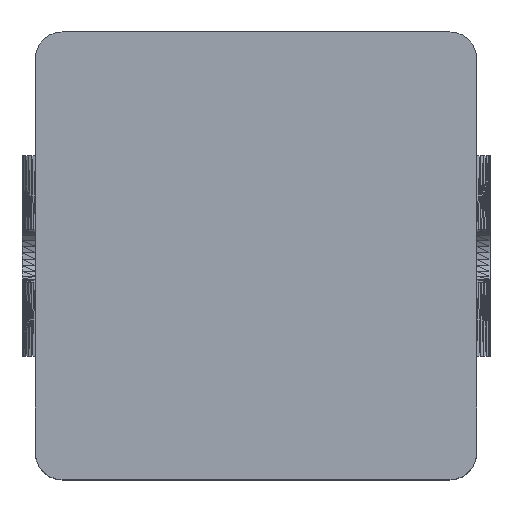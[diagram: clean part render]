
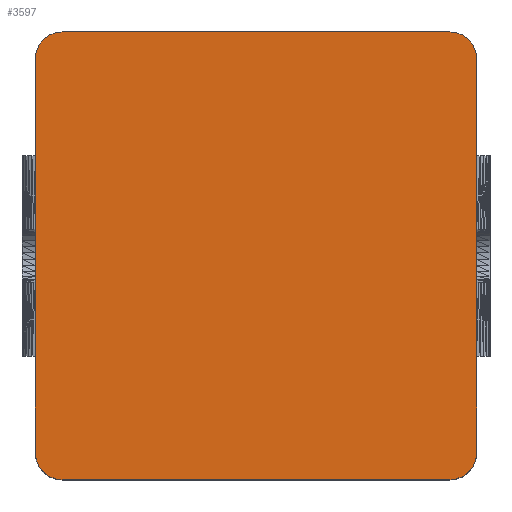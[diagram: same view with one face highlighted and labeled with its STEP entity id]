
A CAD part, top view. The second image highlights one B-rep face of the part: STEP entity #3597.
In plain terms, the highlighted planar face has unit normal (0, 0, 1).
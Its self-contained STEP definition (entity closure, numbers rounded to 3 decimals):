
#215=FACE_OUTER_BOUND('',#465,.T.);
#465=EDGE_LOOP('',(#2478,#2479,#2480,#2481,#2482,#2483,#2484,#2485,#2486,
#2487,#2488,#2489,#2490,#2491,#2492,#2493,#2494,#2495,#2496,#2497,#2498,
#2499,#2500,#2501,#2502,#2503,#2504,#2505));
#710=LINE('',#5097,#1190);
#790=LINE('',#5257,#1270);
#791=LINE('',#5259,#1271);
#792=LINE('',#5261,#1272);
#793=LINE('',#5263,#1273);
#794=LINE('',#5265,#1274);
#795=LINE('',#5267,#1275);
#796=LINE('',#5269,#1276);
#797=LINE('',#5271,#1277);
#798=LINE('',#5273,#1278);
#799=LINE('',#5275,#1279);
#800=LINE('',#5277,#1280);
#801=LINE('',#5279,#1281);
#802=LINE('',#5281,#1282);
#803=LINE('',#5283,#1283);
#804=LINE('',#5285,#1284);
#805=LINE('',#5287,#1285);
#806=LINE('',#5289,#1286);
#807=LINE('',#5291,#1287);
#808=LINE('',#5293,#1288);
#809=LINE('',#5295,#1289);
#810=LINE('',#5296,#1290);
#811=LINE('',#5298,#1291);
#812=LINE('',#5300,#1292);
#813=LINE('',#5302,#1293);
#814=LINE('',#5304,#1294);
#815=LINE('',#5306,#1295);
#816=LINE('',#5307,#1296);
#1190=VECTOR('',#4110,1.);
#1270=VECTOR('',#4210,1.);
#1271=VECTOR('',#4211,1.);
#1272=VECTOR('',#4212,1.);
#1273=VECTOR('',#4213,1.);
#1274=VECTOR('',#4214,1.);
#1275=VECTOR('',#4215,1.);
#1276=VECTOR('',#4216,1.);
#1277=VECTOR('',#4217,1.);
#1278=VECTOR('',#4218,1.);
#1279=VECTOR('',#4219,1.);
#1280=VECTOR('',#4220,1.);
#1281=VECTOR('',#4221,1.);
#1282=VECTOR('',#4222,1.);
#1283=VECTOR('',#4223,1.);
#1284=VECTOR('',#4224,1.);
#1285=VECTOR('',#4225,1.);
#1286=VECTOR('',#4226,1.);
#1287=VECTOR('',#4227,1.);
#1288=VECTOR('',#4228,1.);
#1289=VECTOR('',#4229,1.);
#1290=VECTOR('',#4230,1.);
#1291=VECTOR('',#4231,1.);
#1292=VECTOR('',#4232,1.);
#1293=VECTOR('',#4233,1.);
#1294=VECTOR('',#4234,1.);
#1295=VECTOR('',#4235,1.);
#1296=VECTOR('',#4236,1.);
#1670=VERTEX_POINT('',#5094);
#1671=VERTEX_POINT('',#5096);
#1740=VERTEX_POINT('',#5255);
#1741=VERTEX_POINT('',#5256);
#1742=VERTEX_POINT('',#5258);
#1743=VERTEX_POINT('',#5260);
#1744=VERTEX_POINT('',#5262);
#1745=VERTEX_POINT('',#5264);
#1746=VERTEX_POINT('',#5266);
#1747=VERTEX_POINT('',#5268);
#1748=VERTEX_POINT('',#5270);
#1749=VERTEX_POINT('',#5272);
#1750=VERTEX_POINT('',#5274);
#1751=VERTEX_POINT('',#5276);
#1752=VERTEX_POINT('',#5278);
#1753=VERTEX_POINT('',#5280);
#1754=VERTEX_POINT('',#5282);
#1755=VERTEX_POINT('',#5284);
#1756=VERTEX_POINT('',#5286);
#1757=VERTEX_POINT('',#5288);
#1758=VERTEX_POINT('',#5290);
#1759=VERTEX_POINT('',#5292);
#1760=VERTEX_POINT('',#5294);
#1761=VERTEX_POINT('',#5297);
#1762=VERTEX_POINT('',#5299);
#1763=VERTEX_POINT('',#5301);
#1764=VERTEX_POINT('',#5303);
#1765=VERTEX_POINT('',#5305);
#1902=EDGE_CURVE('',#1670,#1671,#710,.T.);
#1982=EDGE_CURVE('',#1740,#1741,#790,.T.);
#1983=EDGE_CURVE('',#1742,#1740,#791,.T.);
#1984=EDGE_CURVE('',#1742,#1743,#792,.T.);
#1985=EDGE_CURVE('',#1743,#1744,#793,.T.);
#1986=EDGE_CURVE('',#1744,#1745,#794,.T.);
#1987=EDGE_CURVE('',#1745,#1746,#795,.T.);
#1988=EDGE_CURVE('',#1746,#1747,#796,.T.);
#1989=EDGE_CURVE('',#1748,#1747,#797,.T.);
#1990=EDGE_CURVE('',#1749,#1748,#798,.T.);
#1991=EDGE_CURVE('',#1749,#1750,#799,.T.);
#1992=EDGE_CURVE('',#1750,#1751,#800,.T.);
#1993=EDGE_CURVE('',#1751,#1752,#801,.T.);
#1994=EDGE_CURVE('',#1752,#1753,#802,.T.);
#1995=EDGE_CURVE('',#1753,#1754,#803,.T.);
#1996=EDGE_CURVE('',#1755,#1754,#804,.T.);
#1997=EDGE_CURVE('',#1755,#1756,#805,.T.);
#1998=EDGE_CURVE('',#1756,#1757,#806,.T.);
#1999=EDGE_CURVE('',#1757,#1758,#807,.T.);
#2000=EDGE_CURVE('',#1758,#1759,#808,.T.);
#2001=EDGE_CURVE('',#1759,#1760,#809,.T.);
#2002=EDGE_CURVE('',#1671,#1760,#810,.T.);
#2003=EDGE_CURVE('',#1670,#1761,#811,.T.);
#2004=EDGE_CURVE('',#1761,#1762,#812,.T.);
#2005=EDGE_CURVE('',#1762,#1763,#813,.T.);
#2006=EDGE_CURVE('',#1763,#1764,#814,.T.);
#2007=EDGE_CURVE('',#1765,#1764,#815,.T.);
#2008=EDGE_CURVE('',#1765,#1741,#816,.T.);
#2478=ORIENTED_EDGE('',*,*,#1982,.F.);
#2479=ORIENTED_EDGE('',*,*,#1983,.F.);
#2480=ORIENTED_EDGE('',*,*,#1984,.T.);
#2481=ORIENTED_EDGE('',*,*,#1985,.T.);
#2482=ORIENTED_EDGE('',*,*,#1986,.T.);
#2483=ORIENTED_EDGE('',*,*,#1987,.T.);
#2484=ORIENTED_EDGE('',*,*,#1988,.T.);
#2485=ORIENTED_EDGE('',*,*,#1989,.F.);
#2486=ORIENTED_EDGE('',*,*,#1990,.F.);
#2487=ORIENTED_EDGE('',*,*,#1991,.T.);
#2488=ORIENTED_EDGE('',*,*,#1992,.T.);
#2489=ORIENTED_EDGE('',*,*,#1993,.T.);
#2490=ORIENTED_EDGE('',*,*,#1994,.T.);
#2491=ORIENTED_EDGE('',*,*,#1995,.T.);
#2492=ORIENTED_EDGE('',*,*,#1996,.F.);
#2493=ORIENTED_EDGE('',*,*,#1997,.T.);
#2494=ORIENTED_EDGE('',*,*,#1998,.T.);
#2495=ORIENTED_EDGE('',*,*,#1999,.T.);
#2496=ORIENTED_EDGE('',*,*,#2000,.T.);
#2497=ORIENTED_EDGE('',*,*,#2001,.T.);
#2498=ORIENTED_EDGE('',*,*,#2002,.F.);
#2499=ORIENTED_EDGE('',*,*,#1902,.F.);
#2500=ORIENTED_EDGE('',*,*,#2003,.T.);
#2501=ORIENTED_EDGE('',*,*,#2004,.T.);
#2502=ORIENTED_EDGE('',*,*,#2005,.T.);
#2503=ORIENTED_EDGE('',*,*,#2006,.T.);
#2504=ORIENTED_EDGE('',*,*,#2007,.F.);
#2505=ORIENTED_EDGE('',*,*,#2008,.T.);
#3347=PLANE('',#3861);
#3597=ADVANCED_FACE('',(#215),#3347,.T.);
#3861=AXIS2_PLACEMENT_3D('',#5254,#4208,#4209);
#4110=DIRECTION('',(0.,1.,0.));
#4208=DIRECTION('center_axis',(0.,0.,1.));
#4209=DIRECTION('ref_axis',(1.,0.,0.));
#4210=DIRECTION('',(-1.,0.,0.));
#4211=DIRECTION('',(-0.991,-0.131,0.));
#4212=DIRECTION('',(0.924,0.383,0.));
#4213=DIRECTION('',(0.793,0.609,0.));
#4214=DIRECTION('',(0.609,0.793,0.));
#4215=DIRECTION('',(0.383,0.924,0.));
#4216=DIRECTION('',(0.131,0.991,0.));
#4217=DIRECTION('',(0.,-1.,0.));
#4218=DIRECTION('',(0.131,-0.991,0.));
#4219=DIRECTION('',(-0.383,0.924,0.));
#4220=DIRECTION('',(-0.609,0.793,0.));
#4221=DIRECTION('',(-0.793,0.609,0.));
#4222=DIRECTION('',(-0.924,0.383,0.));
#4223=DIRECTION('',(-0.991,0.131,0.));
#4224=DIRECTION('',(1.,0.,0.));
#4225=DIRECTION('',(-0.991,-0.131,0.));
#4226=DIRECTION('',(-0.924,-0.383,0.));
#4227=DIRECTION('',(-0.793,-0.609,0.));
#4228=DIRECTION('',(-0.609,-0.793,0.));
#4229=DIRECTION('',(-0.383,-0.924,0.));
#4230=DIRECTION('',(0.131,0.991,0.));
#4231=DIRECTION('',(0.131,-0.991,0.));
#4232=DIRECTION('',(0.383,-0.924,0.));
#4233=DIRECTION('',(0.609,-0.793,0.));
#4234=DIRECTION('',(0.793,-0.609,0.));
#4235=DIRECTION('',(-0.924,0.383,0.));
#4236=DIRECTION('',(0.991,-0.131,0.));
#5094=CARTESIAN_POINT('',(-3.3,-2.95,3.1));
#5096=CARTESIAN_POINT('',(-3.3,2.95,3.1));
#5097=CARTESIAN_POINT('',(-3.3,0.926,3.1));
#5254=CARTESIAN_POINT('Origin',(0.408,-0.612,3.1));
#5255=CARTESIAN_POINT('',(2.9,-3.35,3.1));
#5256=CARTESIAN_POINT('',(-2.9,-3.35,3.1));
#5257=CARTESIAN_POINT('',(0.282,-3.35,3.1));
#5258=CARTESIAN_POINT('',(3.004,-3.336,3.1));
#5259=CARTESIAN_POINT('',(3.004,-3.336,3.1));
#5260=CARTESIAN_POINT('',(3.1,-3.296,3.1));
#5261=CARTESIAN_POINT('',(3.004,-3.336,3.1));
#5262=CARTESIAN_POINT('',(3.183,-3.233,3.1));
#5263=CARTESIAN_POINT('',(3.1,-3.296,3.1));
#5264=CARTESIAN_POINT('',(3.246,-3.15,3.1));
#5265=CARTESIAN_POINT('',(3.183,-3.233,3.1));
#5266=CARTESIAN_POINT('',(3.286,-3.054,3.1));
#5267=CARTESIAN_POINT('',(3.246,-3.15,3.1));
#5268=CARTESIAN_POINT('',(3.3,-2.95,3.1));
#5269=CARTESIAN_POINT('',(3.286,-3.054,3.1));
#5270=CARTESIAN_POINT('',(3.3,2.95,3.1));
#5271=CARTESIAN_POINT('',(3.3,2.95,3.1));
#5272=CARTESIAN_POINT('',(3.286,3.054,3.1));
#5273=CARTESIAN_POINT('',(3.286,3.054,3.1));
#5274=CARTESIAN_POINT('',(3.246,3.15,3.1));
#5275=CARTESIAN_POINT('',(3.286,3.054,3.1));
#5276=CARTESIAN_POINT('',(3.183,3.233,3.1));
#5277=CARTESIAN_POINT('',(3.246,3.15,3.1));
#5278=CARTESIAN_POINT('',(3.1,3.296,3.1));
#5279=CARTESIAN_POINT('',(3.183,3.233,3.1));
#5280=CARTESIAN_POINT('',(3.004,3.336,3.1));
#5281=CARTESIAN_POINT('',(3.1,3.296,3.1));
#5282=CARTESIAN_POINT('',(2.9,3.35,3.1));
#5283=CARTESIAN_POINT('',(3.004,3.336,3.1));
#5284=CARTESIAN_POINT('',(-2.9,3.35,3.1));
#5285=CARTESIAN_POINT('',(0.673,3.35,3.1));
#5286=CARTESIAN_POINT('',(-3.004,3.336,3.1));
#5287=CARTESIAN_POINT('',(-2.9,3.35,3.1));
#5288=CARTESIAN_POINT('',(-3.1,3.296,3.1));
#5289=CARTESIAN_POINT('',(-3.004,3.336,3.1));
#5290=CARTESIAN_POINT('',(-3.183,3.233,3.1));
#5291=CARTESIAN_POINT('',(-3.1,3.296,3.1));
#5292=CARTESIAN_POINT('',(-3.246,3.15,3.1));
#5293=CARTESIAN_POINT('',(-3.183,3.233,3.1));
#5294=CARTESIAN_POINT('',(-3.286,3.054,3.1));
#5295=CARTESIAN_POINT('',(-3.246,3.15,3.1));
#5296=CARTESIAN_POINT('',(-3.3,2.95,3.1));
#5297=CARTESIAN_POINT('',(-3.286,-3.054,3.1));
#5298=CARTESIAN_POINT('',(-3.3,-2.95,3.1));
#5299=CARTESIAN_POINT('',(-3.246,-3.15,3.1));
#5300=CARTESIAN_POINT('',(-3.286,-3.054,3.1));
#5301=CARTESIAN_POINT('',(-3.183,-3.233,3.1));
#5302=CARTESIAN_POINT('',(-3.246,-3.15,3.1));
#5303=CARTESIAN_POINT('',(-3.1,-3.296,3.1));
#5304=CARTESIAN_POINT('',(-3.183,-3.233,3.1));
#5305=CARTESIAN_POINT('',(-3.004,-3.336,3.1));
#5306=CARTESIAN_POINT('',(-3.004,-3.336,3.1));
#5307=CARTESIAN_POINT('',(-3.004,-3.336,3.1));
